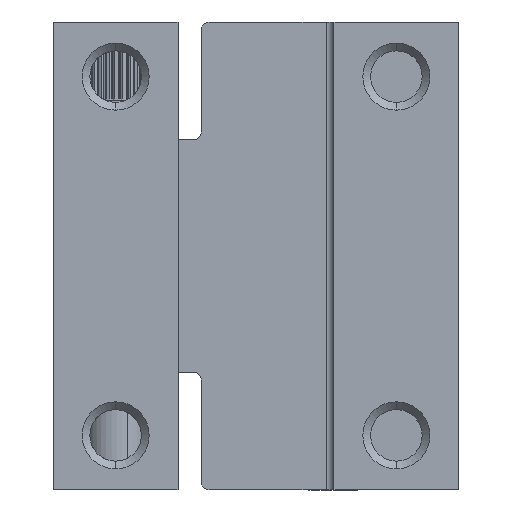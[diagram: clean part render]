
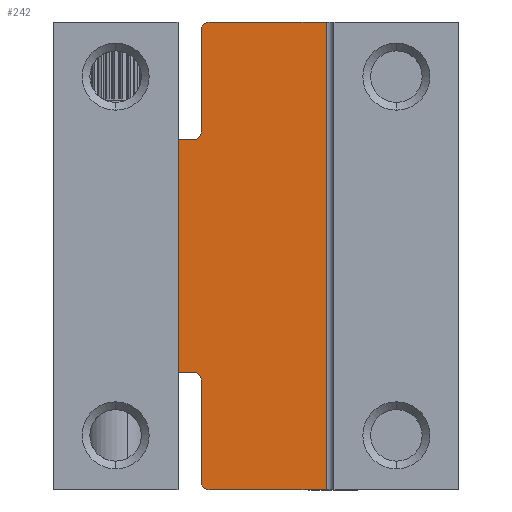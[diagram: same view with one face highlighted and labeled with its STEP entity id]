
A CAD part, front view. The second image highlights one B-rep face of the part: STEP entity #242.
In plain terms, the highlighted planar face has unit normal (0, -1, 0).
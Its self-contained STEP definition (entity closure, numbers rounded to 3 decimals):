
#242=ADVANCED_FACE('',(#430),#2457,.T.);
#430=FACE_OUTER_BOUND('',#650,.T.);
#650=EDGE_LOOP('',(#1479,#1480,#1481,#1482,#1483,#1484,#1485,#1486,#1487,
#1488,#1489,#1490));
#1479=ORIENTED_EDGE('',*,*,#2039,.F.);
#1480=ORIENTED_EDGE('',*,*,#2002,.T.);
#1481=ORIENTED_EDGE('',*,*,#2034,.F.);
#1482=ORIENTED_EDGE('',*,*,#1996,.F.);
#1483=ORIENTED_EDGE('',*,*,#2009,.F.);
#1484=ORIENTED_EDGE('',*,*,#1988,.T.);
#1485=ORIENTED_EDGE('',*,*,#2036,.F.);
#1486=ORIENTED_EDGE('',*,*,#1994,.T.);
#1487=ORIENTED_EDGE('',*,*,#2041,.F.);
#1488=ORIENTED_EDGE('',*,*,#2010,.F.);
#1489=ORIENTED_EDGE('',*,*,#1981,.F.);
#1490=ORIENTED_EDGE('',*,*,#2008,.F.);
#1981=EDGE_CURVE('',#2308,#2305,#3599,.T.);
#1988=EDGE_CURVE('',#2316,#2315,#3604,.T.);
#1994=EDGE_CURVE('',#2325,#2324,#3610,.T.);
#1996=EDGE_CURVE('',#2326,#2327,#3612,.T.);
#2002=EDGE_CURVE('',#2335,#2336,#3618,.T.);
#2008=EDGE_CURVE('',#2339,#2308,#3622,.T.);
#2009=EDGE_CURVE('',#2316,#2326,#3623,.T.);
#2010=EDGE_CURVE('',#2305,#2340,#3624,.T.);
#2034=EDGE_CURVE('',#2327,#2336,#2825,.T.);
#2036=EDGE_CURVE('',#2325,#2315,#2827,.T.);
#2039=EDGE_CURVE('',#2335,#2339,#2830,.T.);
#2041=EDGE_CURVE('',#2340,#2324,#2832,.T.);
#2305=VERTEX_POINT('',#7926);
#2308=VERTEX_POINT('',#7929);
#2315=VERTEX_POINT('',#7936);
#2316=VERTEX_POINT('',#7937);
#2324=VERTEX_POINT('',#7945);
#2325=VERTEX_POINT('',#7946);
#2326=VERTEX_POINT('',#7947);
#2327=VERTEX_POINT('',#7948);
#2335=VERTEX_POINT('',#7956);
#2336=VERTEX_POINT('',#7957);
#2339=VERTEX_POINT('',#7960);
#2340=VERTEX_POINT('',#7961);
#2457=PLANE('',#4425);
#2825=TRIMMED_CURVE($,#3046,(#8140),(#8141),.T.,.CARTESIAN.);
#2827=TRIMMED_CURVE($,#3048,(#8146),(#8147),.T.,.CARTESIAN.);
#2830=TRIMMED_CURVE($,#3051,(#8155),(#8156),.T.,.CARTESIAN.);
#2832=TRIMMED_CURVE($,#3053,(#8161),(#8162),.T.,.CARTESIAN.);
#3046=CIRCLE('',#4471,0.5);
#3048=CIRCLE('',#4473,0.5);
#3051=CIRCLE('',#4476,0.5);
#3053=CIRCLE('',#4478,0.5);
#3599=B_SPLINE_CURVE_WITH_KNOTS('',1,(#8016,#8017),.UNSPECIFIED.,.F.,.F.,
(2,2),(0.,14.9),.UNSPECIFIED.);
#3604=B_SPLINE_CURVE_WITH_KNOTS('',1,(#8032,#8033),.UNSPECIFIED.,.F.,.F.,
(2,2),(-7.5,0.),.UNSPECIFIED.);
#3610=B_SPLINE_CURVE_WITH_KNOTS('',1,(#8044,#8045),.UNSPECIFIED.,.F.,.F.,
(2,2),(-6.55,0.),.UNSPECIFIED.);
#3612=B_SPLINE_CURVE_WITH_KNOTS('',1,(#8048,#8049),.UNSPECIFIED.,.F.,.F.,
(2,2),(0.,7.5),.UNSPECIFIED.);
#3618=B_SPLINE_CURVE_WITH_KNOTS('',1,(#8060,#8061),.UNSPECIFIED.,.F.,.F.,
(2,2),(-6.55,0.),.UNSPECIFIED.);
#3622=B_SPLINE_CURVE_WITH_KNOTS('',1,(#8074,#8075),.UNSPECIFIED.,.F.,.F.,
(2,2),(-5.,0.),.UNSPECIFIED.);
#3623=B_SPLINE_CURVE_WITH_KNOTS('',1,(#8076,#8077),.UNSPECIFIED.,.F.,.F.,
(2,2),(-30.,0.),.UNSPECIFIED.);
#3624=B_SPLINE_CURVE_WITH_KNOTS('',1,(#8078,#8079),.UNSPECIFIED.,.F.,.F.,
(2,2),(-5.,0.),.UNSPECIFIED.);
#4425=AXIS2_PLACEMENT_3D('',#7855,#5029,$);
#4471=AXIS2_PLACEMENT_3D($,#8139,#5102,#5103);
#4473=AXIS2_PLACEMENT_3D($,#8145,#5106,#5107);
#4476=AXIS2_PLACEMENT_3D($,#8154,#5112,#5113);
#4478=AXIS2_PLACEMENT_3D($,#8160,#5116,#5117);
#5029=DIRECTION('',(0.,-1.,0.));
#5102=DIRECTION('',(0.,1.,0.));
#5103=DIRECTION('',(0.,0.,-1.));
#5106=DIRECTION('',(0.,1.,0.));
#5107=DIRECTION('',(-1.,0.,0.));
#5112=DIRECTION('',(0.,-1.,0.));
#5113=DIRECTION('',(1.,0.,0.));
#5116=DIRECTION('',(0.,-1.,0.));
#5117=DIRECTION('',(0.,0.,-1.));
#7855=CARTESIAN_POINT('',(-1.35,-4.,-18.));
#7926=CARTESIAN_POINT('',(0.,-4.,7.45));
#7929=CARTESIAN_POINT('',(0.,-4.,-7.45));
#7936=CARTESIAN_POINT('',(6.,-4.,15.));
#7937=CARTESIAN_POINT('',(13.5,-4.,15.));
#7945=CARTESIAN_POINT('',(5.5,-4.,7.95));
#7946=CARTESIAN_POINT('',(5.5,-4.,14.5));
#7947=CARTESIAN_POINT('',(13.5,-4.,-15.));
#7948=CARTESIAN_POINT('',(6.,-4.,-15.));
#7956=CARTESIAN_POINT('',(5.5,-4.,-7.95));
#7957=CARTESIAN_POINT('',(5.5,-4.,-14.5));
#7960=CARTESIAN_POINT('',(5.,-4.,-7.45));
#7961=CARTESIAN_POINT('',(5.,-4.,7.45));
#8016=CARTESIAN_POINT('',(0.,-4.,-7.45));
#8017=CARTESIAN_POINT('',(0.,-4.,7.45));
#8032=CARTESIAN_POINT('',(13.5,-4.,15.));
#8033=CARTESIAN_POINT('',(6.,-4.,15.));
#8044=CARTESIAN_POINT('',(5.5,-4.,14.5));
#8045=CARTESIAN_POINT('',(5.5,-4.,7.95));
#8048=CARTESIAN_POINT('',(13.5,-4.,-15.));
#8049=CARTESIAN_POINT('',(6.,-4.,-15.));
#8060=CARTESIAN_POINT('',(5.5,-4.,-7.95));
#8061=CARTESIAN_POINT('',(5.5,-4.,-14.5));
#8074=CARTESIAN_POINT('',(5.,-4.,-7.45));
#8075=CARTESIAN_POINT('',(0.,-4.,-7.45));
#8076=CARTESIAN_POINT('',(13.5,-4.,15.));
#8077=CARTESIAN_POINT('',(13.5,-4.,-15.));
#8078=CARTESIAN_POINT('',(0.,-4.,7.45));
#8079=CARTESIAN_POINT('',(5.,-4.,7.45));
#8139=CARTESIAN_POINT('',(6.,-4.,-14.5));
#8140=CARTESIAN_POINT('',(6.,-4.,-15.));
#8141=CARTESIAN_POINT('',(5.5,-4.,-14.5));
#8145=CARTESIAN_POINT('',(6.,-4.,14.5));
#8146=CARTESIAN_POINT('',(5.5,-4.,14.5));
#8147=CARTESIAN_POINT('',(6.,-4.,15.));
#8154=CARTESIAN_POINT('',(5.,-4.,-7.95));
#8155=CARTESIAN_POINT('',(5.5,-4.,-7.95));
#8156=CARTESIAN_POINT('',(5.,-4.,-7.45));
#8160=CARTESIAN_POINT('',(5.,-4.,7.95));
#8161=CARTESIAN_POINT('',(5.,-4.,7.45));
#8162=CARTESIAN_POINT('',(5.5,-4.,7.95));
